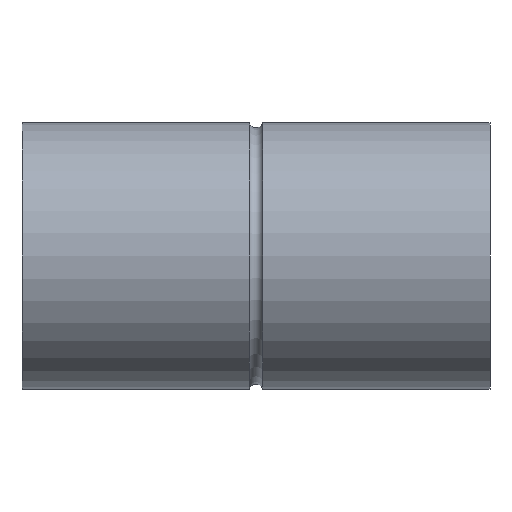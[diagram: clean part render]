
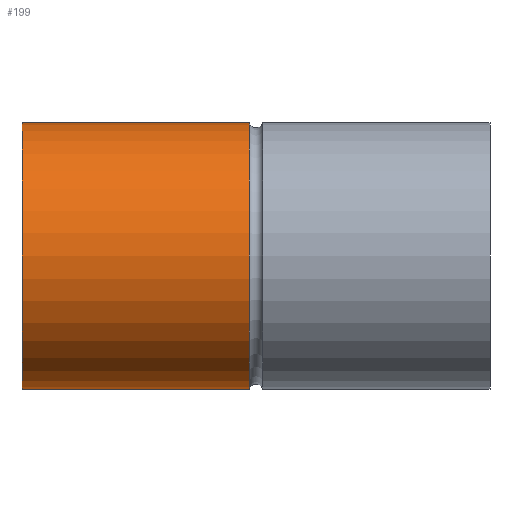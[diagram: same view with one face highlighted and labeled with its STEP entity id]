
A CAD part, front view. The second image highlights one B-rep face of the part: STEP entity #199.
In plain terms, the highlighted cylindrical face has radius 27 mm (diameter 54 mm), a full revolution.
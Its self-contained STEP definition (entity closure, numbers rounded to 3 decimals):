
#26 = CARTESIAN_POINT ( 'NONE',  ( -1.414, 0., 0. ) ) ;
#27 = FACE_OUTER_BOUND ( 'NONE', #32, .T. ) ;
#32 = EDGE_LOOP ( 'NONE', ( #50 ) ) ;
#43 = VERTEX_POINT ( 'NONE', #46 ) ;
#44 = AXIS2_PLACEMENT_3D ( 'NONE', #26, #51, #84 ) ;
#45 = CARTESIAN_POINT ( 'NONE',  ( -1.414, 0., 27. ) ) ;
#46 = CARTESIAN_POINT ( 'NONE',  ( -47.5, 0., 27. ) ) ;
#50 = ORIENTED_EDGE ( 'NONE', *, *, #85, .T. ) ;
#51 = DIRECTION ( 'NONE',  ( -1., 0., 0. ) ) ;
#71 = AXIS2_PLACEMENT_3D ( 'NONE', #115, #101, #89 ) ;
#81 = ORIENTED_EDGE ( 'NONE', *, *, #143, .F. ) ;
#82 = EDGE_LOOP ( 'NONE', ( #81 ) ) ;
#84 = DIRECTION ( 'NONE',  ( 0., 0., 1. ) ) ;
#85 = EDGE_CURVE ( 'NONE', #154, #154, #121, .T. ) ;
#89 = DIRECTION ( 'NONE',  ( 0., 0., 1. ) ) ;
#101 = DIRECTION ( 'NONE',  ( -1., 0., 0. ) ) ;
#104 = CIRCLE ( 'NONE', #71, 27. ) ;
#106 = DIRECTION ( 'NONE',  ( 0., 0., 1. ) ) ;
#108 = CARTESIAN_POINT ( 'NONE',  ( -17.478, 0., 0. ) ) ;
#115 = CARTESIAN_POINT ( 'NONE',  ( -47.5, 0., 0. ) ) ;
#121 = CIRCLE ( 'NONE', #44, 27. ) ;
#143 = EDGE_CURVE ( 'NONE', #43, #43, #104, .T. ) ;
#154 = VERTEX_POINT ( 'NONE', #45 ) ;
#156 = DIRECTION ( 'NONE',  ( -1., 0., 0. ) ) ;
#185 = CYLINDRICAL_SURFACE ( 'NONE', #213, 27. ) ;
#199 = ADVANCED_FACE ( 'NONE', ( #205, #27 ), #185, .T. ) ;
#205 = FACE_OUTER_BOUND ( 'NONE', #82, .T. ) ;
#213 = AXIS2_PLACEMENT_3D ( 'NONE', #108, #156, #106 ) ;
